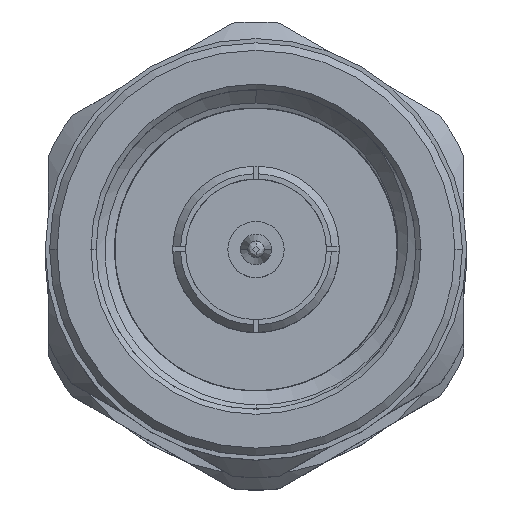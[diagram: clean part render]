
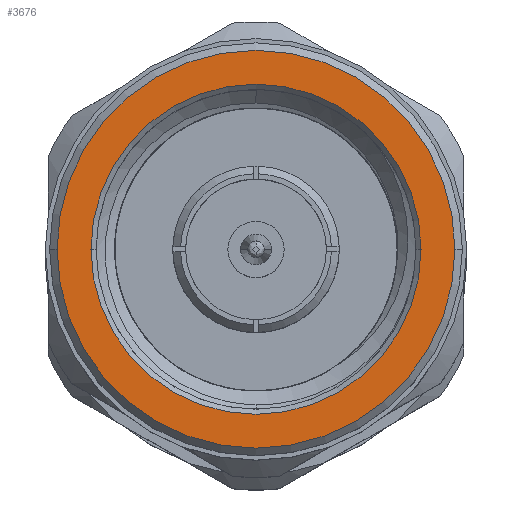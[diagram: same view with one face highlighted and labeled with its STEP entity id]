
A CAD part, top view. The second image highlights one B-rep face of the part: STEP entity #3676.
In plain terms, the highlighted face is planar.
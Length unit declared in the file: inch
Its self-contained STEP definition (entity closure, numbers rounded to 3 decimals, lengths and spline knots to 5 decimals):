
#147 = VERTEX_POINT ( 'NONE', #3657 ) ;
#257 = EDGE_CURVE ( 'NONE', #771, #1475, #2891, .T. ) ;
#289 = CARTESIAN_POINT ( 'NONE',  ( 0., 0., 0. ) ) ;
#538 = PLANE ( 'NONE',  #4513 ) ;
#771 = VERTEX_POINT ( 'NONE', #2442 ) ;
#797 = CIRCLE ( 'NONE', #1033, 0.3225 ) ;
#856 = DIRECTION ( 'NONE',  ( 1., 0., 0. ) ) ;
#902 = CIRCLE ( 'NONE', #1741, 0.38863 ) ;
#930 = DIRECTION ( 'NONE',  ( 0., 0., -1. ) ) ;
#936 = CARTESIAN_POINT ( 'NONE',  ( 0., 0., 0. ) ) ;
#972 = EDGE_CURVE ( 'NONE', #147, #3757, #902, .T. ) ;
#1033 = AXIS2_PLACEMENT_3D ( 'NONE', #936, #3123, #4504 ) ;
#1139 = DIRECTION ( 'NONE',  ( 0., 0., 1. ) ) ;
#1154 = ORIENTED_EDGE ( 'NONE', *, *, #972, .F. ) ;
#1303 = CARTESIAN_POINT ( 'NONE',  ( 0., 0., -0.38863 ) ) ;
#1353 = DIRECTION ( 'NONE',  ( 0., 0., 1. ) ) ;
#1371 = DIRECTION ( 'NONE',  ( 1., 0., 0. ) ) ;
#1475 = VERTEX_POINT ( 'NONE', #4236 ) ;
#1663 = DIRECTION ( 'NONE',  ( -1., 0., 0. ) ) ;
#1741 = AXIS2_PLACEMENT_3D ( 'NONE', #4660, #1371, #2131 ) ;
#1923 = EDGE_LOOP ( 'NONE', ( #3638, #2518 ) ) ;
#1959 = EDGE_CURVE ( 'NONE', #3757, #147, #3146, .T. ) ;
#2116 = FACE_OUTER_BOUND ( 'NONE', #3089, .T. ) ;
#2131 = DIRECTION ( 'NONE',  ( 0., 0., -1. ) ) ;
#2442 = CARTESIAN_POINT ( 'NONE',  ( 0., 0., 0.3225 ) ) ;
#2518 = ORIENTED_EDGE ( 'NONE', *, *, #4322, .T. ) ;
#2799 = ORIENTED_EDGE ( 'NONE', *, *, #1959, .F. ) ;
#2891 = CIRCLE ( 'NONE', #3495, 0.3225 ) ;
#3089 = EDGE_LOOP ( 'NONE', ( #2799, #1154 ) ) ;
#3123 = DIRECTION ( 'NONE',  ( 1., 0., 0. ) ) ;
#3146 = CIRCLE ( 'NONE', #4336, 0.38863 ) ;
#3212 = DIRECTION ( 'NONE',  ( 1., 0., 0. ) ) ;
#3492 = CARTESIAN_POINT ( 'NONE',  ( 0., 0., 0. ) ) ;
#3495 = AXIS2_PLACEMENT_3D ( 'NONE', #4495, #856, #1139 ) ;
#3638 = ORIENTED_EDGE ( 'NONE', *, *, #257, .T. ) ;
#3657 = CARTESIAN_POINT ( 'NONE',  ( 0., 0., 0.38863 ) ) ;
#3676 = ADVANCED_FACE ( 'NONE', ( #2116, #4160 ), #538, .T. ) ;
#3757 = VERTEX_POINT ( 'NONE', #1303 ) ;
#4160 = FACE_BOUND ( 'NONE', #1923, .T. ) ;
#4236 = CARTESIAN_POINT ( 'NONE',  ( 0., 0., -0.3225 ) ) ;
#4322 = EDGE_CURVE ( 'NONE', #1475, #771, #797, .T. ) ;
#4336 = AXIS2_PLACEMENT_3D ( 'NONE', #3492, #3212, #930 ) ;
#4495 = CARTESIAN_POINT ( 'NONE',  ( 0., 0., 0. ) ) ;
#4504 = DIRECTION ( 'NONE',  ( 0., 0., 1. ) ) ;
#4513 = AXIS2_PLACEMENT_3D ( 'NONE', #289, #1663, #1353 ) ;
#4660 = CARTESIAN_POINT ( 'NONE',  ( 0., 0., 0. ) ) ;
